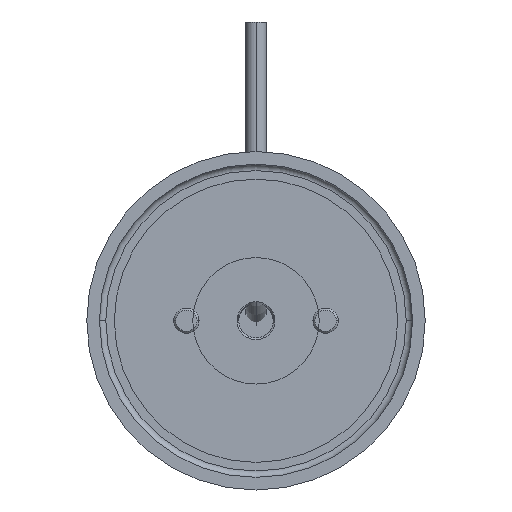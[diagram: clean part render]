
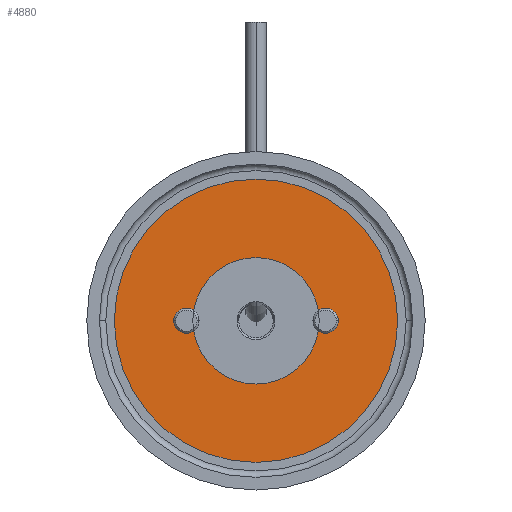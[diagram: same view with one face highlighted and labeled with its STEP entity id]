
A CAD part, front view. The second image highlights one B-rep face of the part: STEP entity #4880.
In plain terms, the highlighted planar face has unit normal (0, -1, 0).
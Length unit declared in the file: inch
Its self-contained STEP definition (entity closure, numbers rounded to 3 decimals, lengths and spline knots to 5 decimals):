
#4791=CARTESIAN_POINT('',(0.,0.,0.));
#4792=DIRECTION('',(0.,-1.,0.));
#4793=DIRECTION('',(1.,0.,0.));
#4794=AXIS2_PLACEMENT_3D('',#4791,#4792,#4793);
#4796=CARTESIAN_POINT('',(0.,0.,0.));
#4797=DIRECTION('',(0.,-1.,0.));
#4798=DIRECTION('',(-1.,0.,0.));
#4799=AXIS2_PLACEMENT_3D('',#4796,#4797,#4798);
#4801=CARTESIAN_POINT('',(0.,0.,0.));
#4802=DIRECTION('',(0.,1.,0.));
#4803=DIRECTION('',(1.,0.,0.));
#4804=AXIS2_PLACEMENT_3D('',#4801,#4802,#4803);
#4806=CARTESIAN_POINT('',(0.,0.,0.));
#4807=DIRECTION('',(0.,1.,0.));
#4808=DIRECTION('',(-1.,0.,0.));
#4809=AXIS2_PLACEMENT_3D('',#4806,#4807,#4808);
#4847=CARTESIAN_POINT('',(0.625,0.,0.));
#4848=CARTESIAN_POINT('',(-0.625,0.,0.));
#4849=VERTEX_POINT('',#4847);
#4850=VERTEX_POINT('',#4848);
#4851=CARTESIAN_POINT('',(1.4,0.,0.));
#4852=CARTESIAN_POINT('',(-1.4,0.,0.));
#4853=VERTEX_POINT('',#4851);
#4854=VERTEX_POINT('',#4852);
#4863=CARTESIAN_POINT('',(0.,0.,0.));
#4864=DIRECTION('',(0.,1.,0.));
#4865=DIRECTION('',(1.,0.,0.));
#4866=AXIS2_PLACEMENT_3D('',#4863,#4864,#4865);
#4867=PLANE('',#4866);
#4869=ORIENTED_EDGE('',*,*,#4868,.T.);
#4871=ORIENTED_EDGE('',*,*,#4870,.T.);
#4872=EDGE_LOOP('',(#4869,#4871));
#4873=FACE_OUTER_BOUND('',#4872,.F.);
#4875=ORIENTED_EDGE('',*,*,#4874,.T.);
#4877=ORIENTED_EDGE('',*,*,#4876,.T.);
#4878=EDGE_LOOP('',(#4875,#4877));
#4879=FACE_BOUND('',#4878,.F.);
#4880=ADVANCED_FACE('',(#4873,#4879),#4867,.F.);
#4795=CIRCLE('',#4794,0.625);
#4800=CIRCLE('',#4799,0.625);
#4805=CIRCLE('',#4804,1.4);
#4810=CIRCLE('',#4809,1.4);
#4868=EDGE_CURVE('',#4853,#4854,#4805,.T.);
#4870=EDGE_CURVE('',#4854,#4853,#4810,.T.);
#4874=EDGE_CURVE('',#4849,#4850,#4795,.T.);
#4876=EDGE_CURVE('',#4850,#4849,#4800,.T.);
